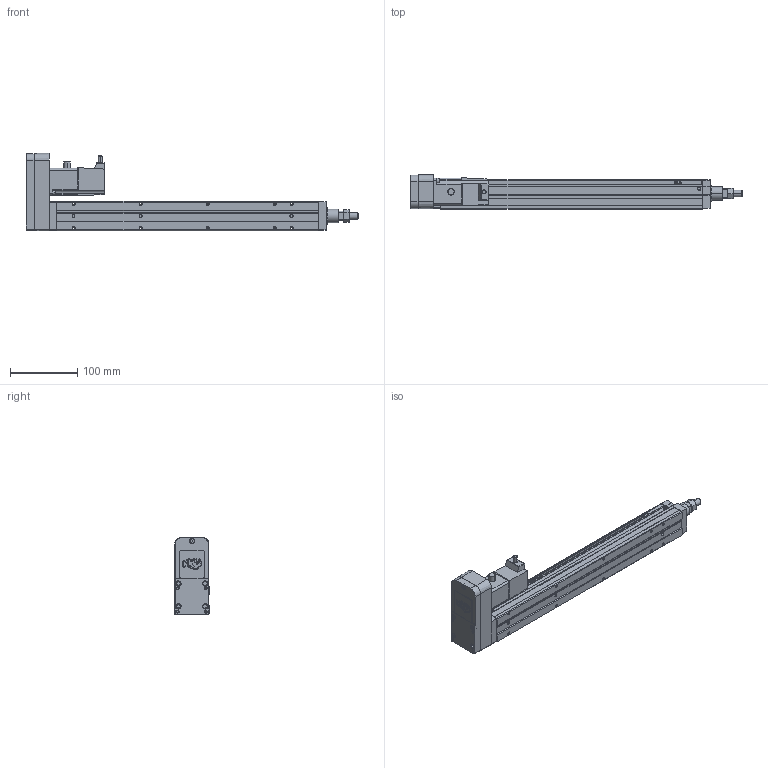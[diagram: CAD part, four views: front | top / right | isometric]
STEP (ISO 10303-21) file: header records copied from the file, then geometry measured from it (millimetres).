
FILE_DESCRIPTION (( 'STEP AP214' ), '1' );
FILE_NAME ('ETU04BL-10XLD-0250-XXXX.STEP', '2025-02-27T14:26:17', ( '' ), ( '' ), 'SwSTEP 2.0', 'SolidWorks 2022', '' );
FILE_SCHEMA (( 'AUTOMOTIVE_DESIGN' ));
Length unit declared in the file: millimetre
Products named in the file (10): ETU04-250BODY1; FANG STICKER; ETU04-250BODY3; ETU04BL-10XLD-0250-XXXX; ETU04-250BODY0; ETU04-250BODY2; ETU04-250NUT; ETU04-250SENSOR; ETU04-250MOTOR; ETU04-250ROD
Assembly tree (10 placements, depth 2):
  ETU04BL-10XLD-0250-XXXX
    ETU04-250BODY0
    ETU04-250BODY1
    ETU04-250BODY2
    ETU04-250BODY3
    ETU04-250MOTOR
    ETU04-250ROD
    ETU04-250NUT
    ETU04-250SENSOR  x2
    FANG STICKER
Bounding box: 495 x 51.5 x 115.5 mm (x, y, z)
Volume: 922942.1 mm3; surface area: 187875.1 mm2
Topology: 10 solids, 10 shells, 880 faces, 2221 edges, 1428 vertices
Faces by surface type: plane 546, cylinder 216, cone 108, torus 10
Entity records: 26337 total; most frequent: CARTESIAN_POINT 4598, DIRECTION 4470, ORIENTED_EDGE 4366, EDGE_CURVE 2183, VECTOR 1574, LINE 1574, AXIS2_PLACEMENT_3D 1448, VERTEX_POINT 1408
